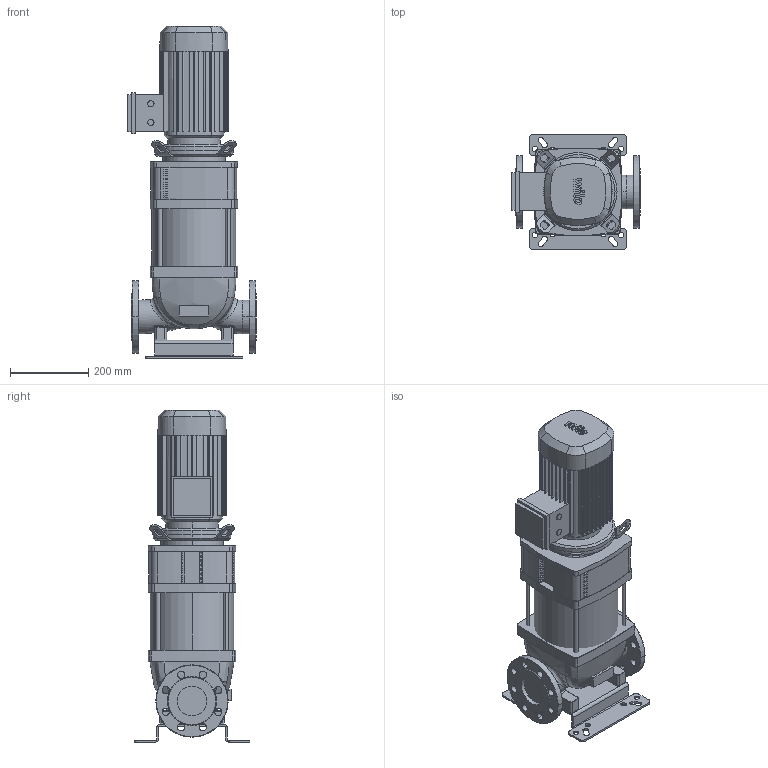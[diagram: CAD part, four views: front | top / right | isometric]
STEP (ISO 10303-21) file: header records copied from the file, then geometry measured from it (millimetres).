
FILE_DESCRIPTION((''),'2;1');
FILE_NAME('3d_HELIXV3601-2_16_V-4150745.stp','2016-08-24T09:08:38',(''),(''),'Mechanical Desktop 2009','Mechanical Desktop 2009',', , ');
FILE_SCHEMA(('CONFIG_CONTROL_DESIGN'));
Length unit declared in the file: millimetre
Products named in the file (1): Product
Bounding box: 330 x 296 x 850.2 mm (x, y, z)
Volume: 25673430.2 mm3; surface area: 1653147.1 mm2
Topology: 18 solids, 18 shells, 952 faces, 2556 edges, 1650 vertices
Faces by surface type: bspline 359, plane 300, cylinder 221, torus 40, cone 32
Entity records: 35314 total; most frequent: CARTESIAN_POINT 11703, ORIENTED_EDGE 5108, DIRECTION 4557, EDGE_CURVE 2554, VERTEX_POINT 1649, AXIS2_PLACEMENT_3D 1543, VECTOR 1471, LINE 1471
